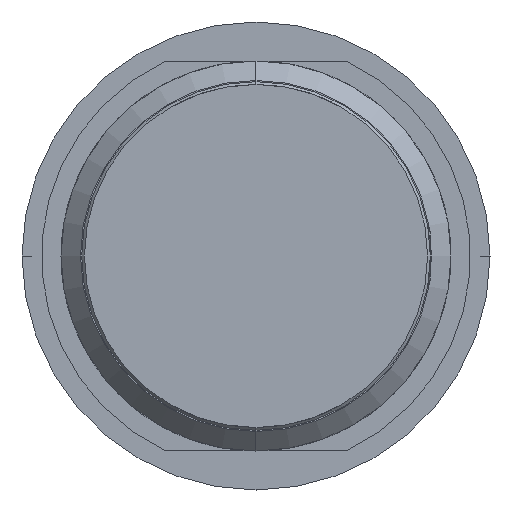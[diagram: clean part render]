
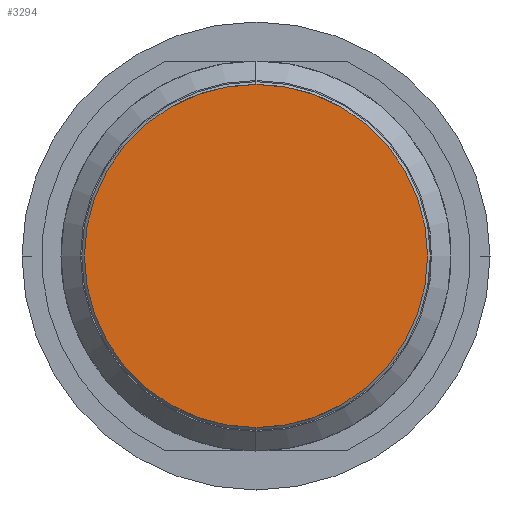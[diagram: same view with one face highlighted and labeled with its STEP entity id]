
A CAD part, front view. The second image highlights one B-rep face of the part: STEP entity #3294.
In plain terms, the highlighted planar face has unit normal (0, -1, 0).
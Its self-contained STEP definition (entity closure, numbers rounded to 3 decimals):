
#36 = DIRECTION ( 'NONE',  ( 0., -1., 0. ) ) ;
#174 = CIRCLE ( 'NONE', #2847, 2.2 ) ;
#213 = DIRECTION ( 'NONE',  ( -1., 0., 0. ) ) ;
#430 = EDGE_CURVE ( 'Defeature ausgef�hrt1_16+Defeature ausgef�hrt1_23+Defeature ausgef�hrt1_23+Defeature ausgef�hrt1_23', #1656, #4216, #174, .T. ) ;
#993 = FACE_OUTER_BOUND ( 'NONE', #2784, .T. ) ;
#1061 = DIRECTION ( 'NONE',  ( 1., 0., 0. ) ) ;
#1311 = ORIENTED_EDGE ( 'NONE', *, *, #4001, .T. ) ;
#1407 = CARTESIAN_POINT ( 'NONE',  ( -2.2, 0., 0. ) ) ;
#1656 = VERTEX_POINT ( 'NONE', #1407 ) ;
#1711 = CARTESIAN_POINT ( 'NONE',  ( 0., 0., -1.9 ) ) ;
#1859 = ORIENTED_EDGE ( 'NONE', *, *, #430, .T. ) ;
#2016 = CIRCLE ( 'NONE', #4069, 2.2 ) ;
#2052 = DIRECTION ( 'NONE',  ( 0., 1., 0. ) ) ;
#2306 = DIRECTION ( 'NONE',  ( -1., 0., 0. ) ) ;
#2349 = AXIS2_PLACEMENT_3D ( 'NONE', #1711, #2052, #1061 ) ;
#2784 = EDGE_LOOP ( 'NONE', ( #1859, #1311 ) ) ;
#2847 = AXIS2_PLACEMENT_3D ( 'NONE', #3926, #36, #2306 ) ;
#3028 = PLANE ( 'NONE',  #2349 ) ;
#3294 = ADVANCED_FACE ( 'Defeature ausgef�hrt1_16', ( #993 ), #3028, .F. ) ;
#3415 = DIRECTION ( 'NONE',  ( 0., -1., 0. ) ) ;
#3871 = CARTESIAN_POINT ( 'NONE',  ( 2.2, 0., 0. ) ) ;
#3926 = CARTESIAN_POINT ( 'NONE',  ( 0., 0., 0. ) ) ;
#4001 = EDGE_CURVE ( 'Defeature ausgef�hrt1_16+Defeature ausgef�hrt1_23+Defeature ausgef�hrt1_23+Defeature ausgef�hrt1_23', #4216, #1656, #2016, .T. ) ;
#4044 = CARTESIAN_POINT ( 'NONE',  ( 0., 0., 0. ) ) ;
#4069 = AXIS2_PLACEMENT_3D ( 'NONE', #4044, #3415, #213 ) ;
#4216 = VERTEX_POINT ( 'NONE', #3871 ) ;
